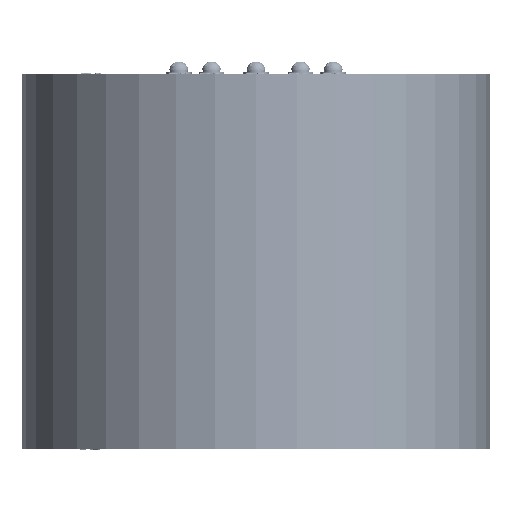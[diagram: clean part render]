
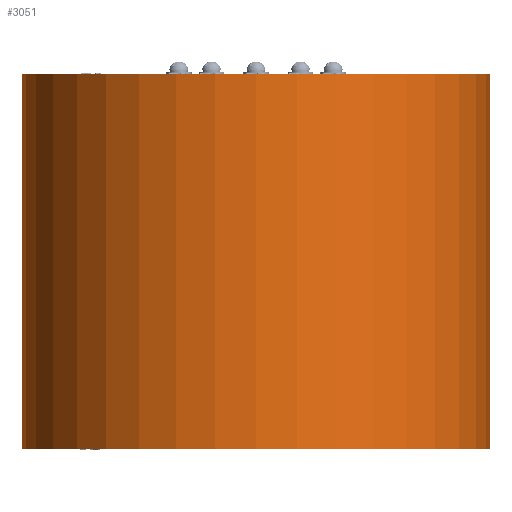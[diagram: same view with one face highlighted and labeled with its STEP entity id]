
A CAD part, front view. The second image highlights one B-rep face of the part: STEP entity #3051.
In plain terms, the highlighted cylindrical face has radius 200 mm (diameter 400 mm), a partial arc.
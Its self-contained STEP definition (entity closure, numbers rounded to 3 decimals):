
#184 = DIRECTION ( 'NONE',  ( 0., 0., 1. ) ) ;
#193 = CARTESIAN_POINT ( 'NONE',  ( 0., 0., -152. ) ) ;
#201 = DIRECTION ( 'NONE',  ( 1., 0., 0. ) ) ;
#1038 = CARTESIAN_POINT ( 'NONE',  ( 200., 0., 168. ) ) ;
#1045 = DIRECTION ( 'NONE',  ( 0., 0., -1. ) ) ;
#1076 = DIRECTION ( 'NONE',  ( 0., 0., -1. ) ) ;
#1110 = CARTESIAN_POINT ( 'NONE',  ( -200., 0., 168. ) ) ;
#3051 = ADVANCED_FACE ( 'NONE', ( #7306 ), #7285, .T. ) ;
#6215 = ORIENTED_EDGE ( 'NONE', *, *, #9653, .F. ) ;
#6258 = ORIENTED_EDGE ( 'NONE', *, *, #9678, .T. ) ;
#6267 = ORIENTED_EDGE ( 'NONE', *, *, #9814, .F. ) ;
#6975 = ORIENTED_EDGE ( 'NONE', *, *, #9798, .T. ) ;
#7285 = CYLINDRICAL_SURFACE ( 'NONE', #18334, 200. ) ;
#7306 = FACE_OUTER_BOUND ( 'NONE', #20285, .T. ) ;
#9653 = EDGE_CURVE ( 'NONE', #11850, #11874, #20406, .T. ) ;
#9678 = EDGE_CURVE ( 'NONE', #11871, #11860, #20602, .T. ) ;
#9798 = EDGE_CURVE ( 'NONE', #11860, #11874, #20059, .T. ) ;
#9814 = EDGE_CURVE ( 'NONE', #11871, #11850, #20276, .T. ) ;
#10569 = CARTESIAN_POINT ( 'NONE',  ( 0., 0., 168. ) ) ;
#10579 = DIRECTION ( 'NONE',  ( 0., 0., -1. ) ) ;
#10592 = DIRECTION ( 'NONE',  ( -1., 0., 0. ) ) ;
#11850 = VERTEX_POINT ( 'NONE', #17202 ) ;
#11860 = VERTEX_POINT ( 'NONE', #17313 ) ;
#11871 = VERTEX_POINT ( 'NONE', #17295 ) ;
#11874 = VERTEX_POINT ( 'NONE', #17265 ) ;
#17202 = CARTESIAN_POINT ( 'NONE',  ( 200., 0., 168. ) ) ;
#17265 = CARTESIAN_POINT ( 'NONE',  ( 200., 0., -152. ) ) ;
#17295 = CARTESIAN_POINT ( 'NONE',  ( -200., 0., 168. ) ) ;
#17313 = CARTESIAN_POINT ( 'NONE',  ( -200., 0., -152. ) ) ;
#17563 = DIRECTION ( 'NONE',  ( 0., 0., 1. ) ) ;
#17584 = DIRECTION ( 'NONE',  ( 1., 0., 0. ) ) ;
#17592 = CARTESIAN_POINT ( 'NONE',  ( 0., 0., 168. ) ) ;
#18334 = AXIS2_PLACEMENT_3D ( 'NONE', #10569, #10579, #10592 ) ;
#18759 = AXIS2_PLACEMENT_3D ( 'NONE', #193, #184, #201 ) ;
#18789 = AXIS2_PLACEMENT_3D ( 'NONE', #17592, #17563, #17584 ) ;
#20059 = CIRCLE ( 'NONE', #18759, 200. ) ;
#20276 = CIRCLE ( 'NONE', #18789, 200. ) ;
#20285 = EDGE_LOOP ( 'NONE', ( #6215, #6267, #6258, #6975 ) ) ;
#20406 = LINE ( 'NONE', #1038, #20479 ) ;
#20479 = VECTOR ( 'NONE', #1045, 1000. ) ;
#20590 = VECTOR ( 'NONE', #1076, 1000. ) ;
#20602 = LINE ( 'NONE', #1110, #20590 ) ;
